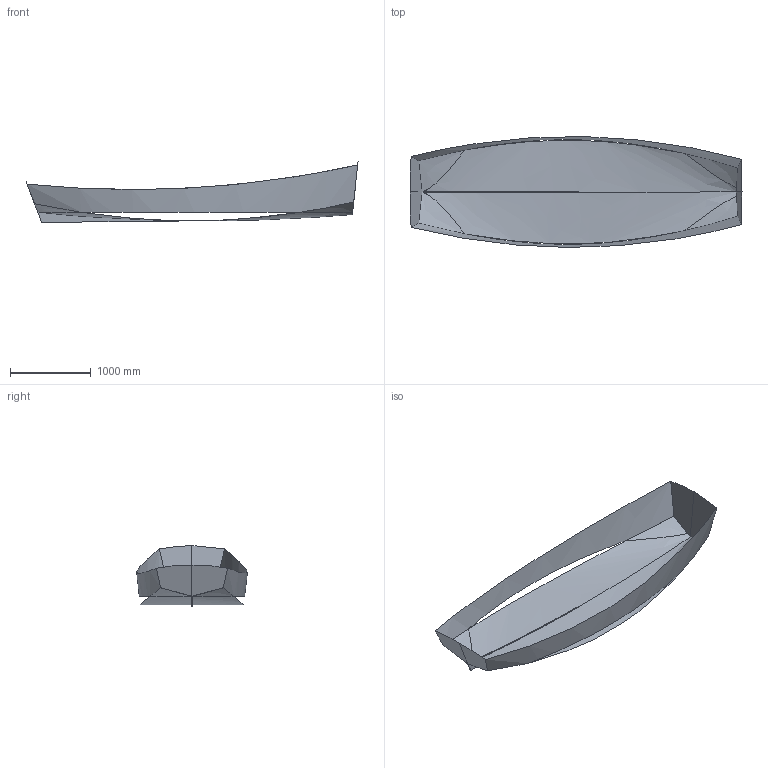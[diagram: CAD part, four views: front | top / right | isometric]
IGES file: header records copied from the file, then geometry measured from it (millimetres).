
Start section: Aurimas GYRO Yachts Template for future // Use this template file for building objects the size of a truck or smaller, and for objects which must be built to manufacturing tolerances. Units: Millimeters Absolute tolerance: .001 mm
Global section: file name: 135HHull V-bottom C Scow.igs; native system: Rhinoceros ( Nov 18 2019 ); preprocessor: Trout Lake IGES 012 Nov 18 2019; author: 8HAurimas; date: 191204.121802; units: foot
Bounding box: 4117.19 x 1375.07 x 754.46 mm (x, y, z)
Surface area: 8003948 mm2 (no closed solid volume)
Topology: 0 solids, 0 shells, 24 faces, 167 edges, 167 vertices
Faces by surface type: bspline 14, plane 10
